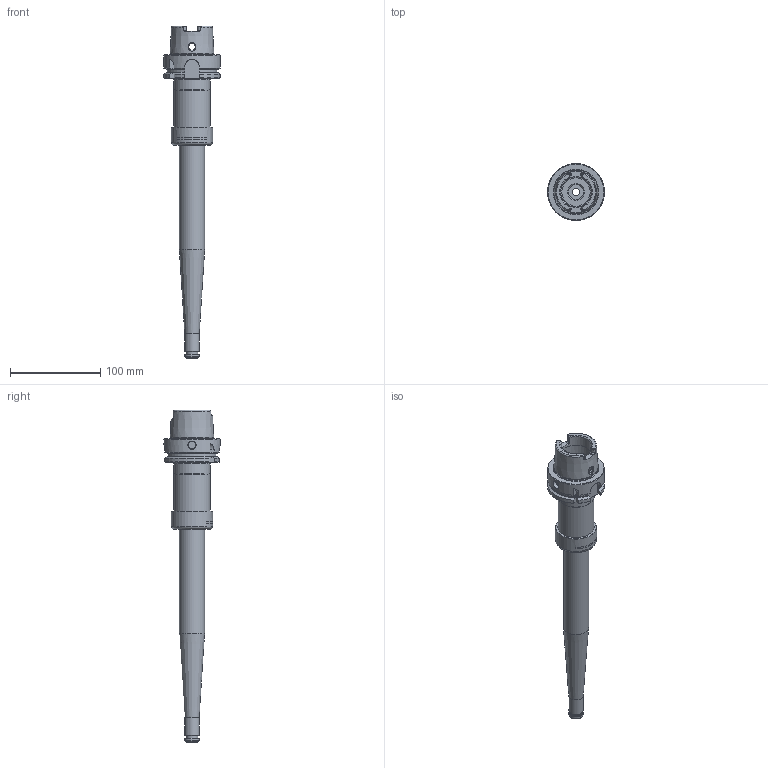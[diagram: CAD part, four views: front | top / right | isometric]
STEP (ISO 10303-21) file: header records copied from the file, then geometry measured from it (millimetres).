
FILE_DESCRIPTION(/* description */ (''),/* implementation_level */ '2;1');
FILE_NAME(/* name */ '886571170.stp',/* time_stamp */ '2023-03-15T12:19:55',/* author */ ('Ratnasingam Jekanthan'),/* organization */ ('REGO-FIX'),/* preprocessor_version */ ' Unknown',/* originating_system */ 'SIEMENS PLM Software Solid Edge ST10',/* authorization */ 'Unknown');
FILE_SCHEMA (('AUTOMOTIVE_DESIGN { 1 0 10303 214 2 1 1}'));
Length unit declared in the file: millimetre
Products named in the file (1): NOCUT
Bounding box: 63 x 63 x 368 mm (x, y, z)
Volume: 264495.2 mm3; surface area: 66829.3 mm2
Topology: 1 solids, 3 shells, 198 faces, 486 edges, 306 vertices
Faces by surface type: plane 61, cylinder 51, cone 50, torus 36
Full cylindrical faces by diameter (mm): 7.5 x2, 8 x1, 9 x2, 10 x3, 13 x1, 16 x2, 16.917 x1, 20 x1, 23.8 x1, 24.7 x1, 25 x1, 28 x1, 29 x1, 33 x1, 34 x3, 38.376 x1, 40 x2, 40.05 x1, 40.5 x1, 43.3 x1, 45.65 x1, 48.039 x1, 63 x1
Entity records: 6778 total; most frequent: CARTESIAN_POINT 1291, DIRECTION 854, ORIENTED_EDGE 720, AXIS2_PLACEMENT_3D 378, EDGE_CURVE 360, EDGE_LOOP 313, FACE_BOUND 313, VERTEX_POINT 273
